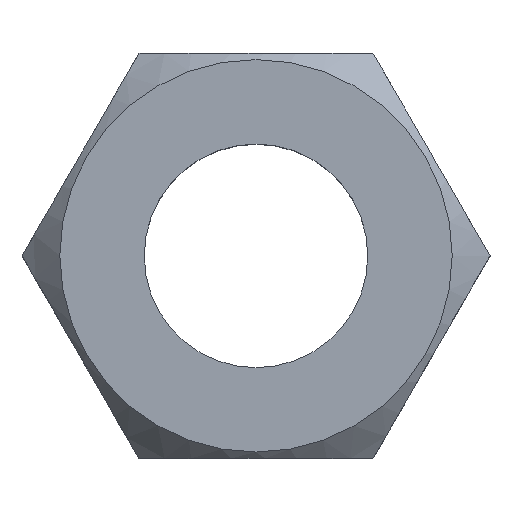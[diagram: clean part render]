
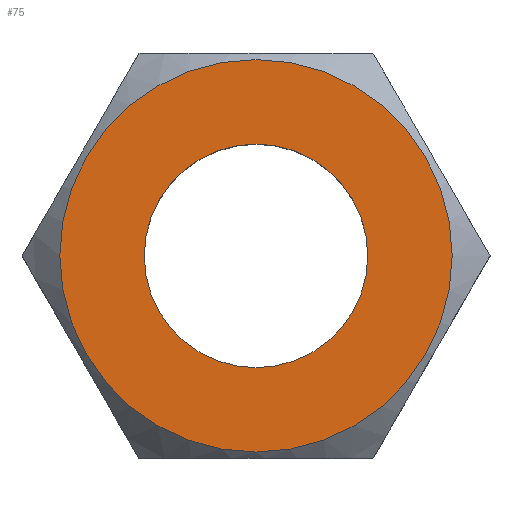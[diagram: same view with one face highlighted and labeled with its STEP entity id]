
A CAD part, top view. The second image highlights one B-rep face of the part: STEP entity #75.
In plain terms, the highlighted planar face has unit normal (0, 0, 1).
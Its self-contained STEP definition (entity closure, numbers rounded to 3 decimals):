
#75 = ADVANCED_FACE( '', ( #87, #88 ), #89, .T. );
#87 = FACE_BOUND( '', #114, .T. );
#88 = FACE_OUTER_BOUND( '', #115, .T. );
#89 = PLANE( '', #116 );
#114 = EDGE_LOOP( '', ( #141 ) );
#115 = EDGE_LOOP( '', ( #142 ) );
#116 = AXIS2_PLACEMENT_3D( '', #143, #144, #145 );
#141 = ORIENTED_EDGE( '', *, *, #218, .T. );
#142 = ORIENTED_EDGE( '', *, *, #219, .T. );
#143 = CARTESIAN_POINT( '', ( -2.25, -3.897, 3.8 ) );
#144 = DIRECTION( '', ( 0., 0., 1. ) );
#145 = DIRECTION( '', ( 1., 0., 0. ) );
#218 = EDGE_CURVE( '', #240, #240, #241, .T. );
#219 = EDGE_CURVE( '', #242, #242, #243, .T. );
#240 = VERTEX_POINT( '', #278 );
#241 = CIRCLE( '', #279, 2.15 );
#242 = VERTEX_POINT( '', #280 );
#243 = CIRCLE( '', #281, 3.773 );
#278 = CARTESIAN_POINT( '', ( 2.15, 0., 3.8 ) );
#279 = AXIS2_PLACEMENT_3D( '', #462, #463, #464 );
#280 = CARTESIAN_POINT( '', ( 3.773, 0., 3.8 ) );
#281 = AXIS2_PLACEMENT_3D( '', #465, #466, #467 );
#462 = CARTESIAN_POINT( '', ( 0., 0., 3.8 ) );
#463 = DIRECTION( '', ( 0., 0., -1. ) );
#464 = DIRECTION( '', ( 1., 0., 0. ) );
#465 = CARTESIAN_POINT( '', ( 0., 0., 3.8 ) );
#466 = DIRECTION( '', ( 0., 0., 1. ) );
#467 = DIRECTION( '', ( 1., 0., 0. ) );
